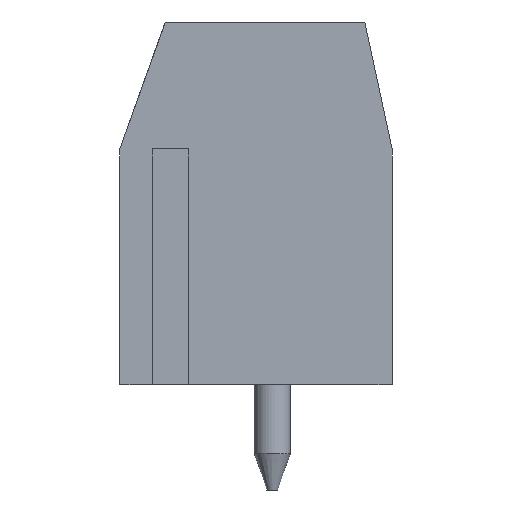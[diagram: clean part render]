
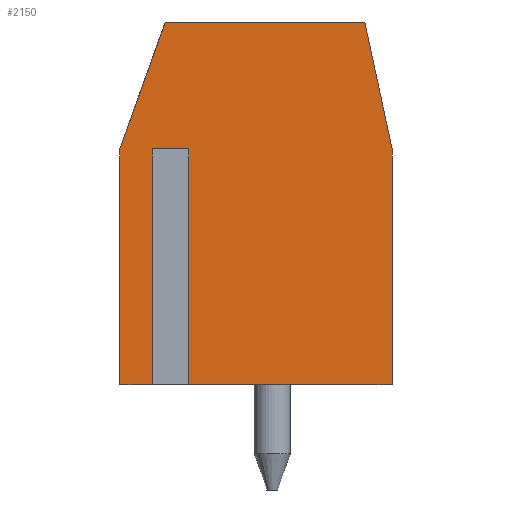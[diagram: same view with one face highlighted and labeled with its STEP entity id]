
A CAD part, left-side view. The second image highlights one B-rep face of the part: STEP entity #2150.
In plain terms, the highlighted planar face has unit normal (-1, 0, 0).
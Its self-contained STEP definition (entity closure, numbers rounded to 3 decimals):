
#301=ORIENTED_EDGE('',*,*,#879,.F.);
#302=ORIENTED_EDGE('',*,*,#880,.F.);
#303=ORIENTED_EDGE('',*,*,#881,.T.);
#304=ORIENTED_EDGE('',*,*,#779,.T.);
#305=ORIENTED_EDGE('',*,*,#835,.T.);
#306=ORIENTED_EDGE('',*,*,#882,.T.);
#307=ORIENTED_EDGE('',*,*,#796,.T.);
#308=ORIENTED_EDGE('',*,*,#820,.T.);
#309=ORIENTED_EDGE('',*,*,#878,.T.);
#310=ORIENTED_EDGE('',*,*,#783,.T.);
#779=EDGE_CURVE('',#1083,#1082,#1285,.T.);
#783=EDGE_CURVE('',#1087,#1086,#1289,.T.);
#796=EDGE_CURVE('',#1098,#1097,#1301,.T.);
#820=EDGE_CURVE('',#1097,#1116,#1318,.F.);
#835=EDGE_CURVE('',#1082,#1127,#1333,.T.);
#878=EDGE_CURVE('',#1116,#1087,#1368,.T.);
#879=EDGE_CURVE('',#1156,#1086,#1369,.T.);
#880=EDGE_CURVE('',#1157,#1156,#1370,.T.);
#881=EDGE_CURVE('',#1157,#1083,#1371,.T.);
#882=EDGE_CURVE('',#1127,#1098,#1372,.F.);
#1082=VERTEX_POINT('',#3320);
#1083=VERTEX_POINT('',#3322);
#1086=VERTEX_POINT('',#3328);
#1087=VERTEX_POINT('',#3330);
#1097=VERTEX_POINT('',#3354);
#1098=VERTEX_POINT('',#3356);
#1116=VERTEX_POINT('',#3399);
#1127=VERTEX_POINT('',#3426);
#1156=VERTEX_POINT('',#3511);
#1157=VERTEX_POINT('',#3513);
#1285=LINE('',#3321,#1517);
#1289=LINE('',#3329,#1521);
#1301=LINE('',#3355,#1533);
#1318=LINE('',#3400,#1550);
#1333=LINE('',#3427,#1565);
#1368=LINE('',#3508,#1600);
#1369=LINE('',#3510,#1601);
#1370=LINE('',#3512,#1602);
#1371=LINE('',#3514,#1603);
#1372=LINE('',#3515,#1604);
#1517=VECTOR('',#2684,1000.);
#1521=VECTOR('',#2688,1000.);
#1533=VECTOR('',#2706,1000.);
#1550=VECTOR('',#2741,1000.);
#1565=VECTOR('',#2758,1000.);
#1600=VECTOR('',#2829,1000.);
#1601=VECTOR('',#2832,1000.);
#1602=VECTOR('',#2833,1000.);
#1603=VECTOR('',#2834,1000.);
#1604=VECTOR('',#2835,1000.);
#1760=EDGE_LOOP('',(#301,#302,#303,#304,#305,#306,#307,#308,#309,#310));
#1914=FACE_BOUND('',#1760,.T.);
#2061=PLANE('',#2502);
#2150=ADVANCED_FACE('',(#1914),#2061,.T.);
#2502=AXIS2_PLACEMENT_3D('',#3509,#2830,#2831);
#2684=DIRECTION('',(0.,-1.,0.));
#2688=DIRECTION('',(0.,-1.,0.));
#2706=DIRECTION('',(0.,1.,0.));
#2741=DIRECTION('',(0.,-0.336,0.942));
#2758=DIRECTION('',(0.,0.,1.));
#2829=DIRECTION('',(0.,0.,-1.));
#2830=DIRECTION('',(-1.,0.,0.));
#2831=DIRECTION('',(0.,0.,1.));
#2832=DIRECTION('',(0.,0.,-1.));
#2833=DIRECTION('',(0.,1.,0.));
#2834=DIRECTION('',(0.,0.,-1.));
#2835=DIRECTION('',(0.,-0.21,-0.978));
#3320=CARTESIAN_POINT('',(-5.,-3.75,-5.));
#3321=CARTESIAN_POINT('',(-5.,3.75,-5.));
#3322=CARTESIAN_POINT('',(-5.,1.975,-5.));
#3328=CARTESIAN_POINT('',(-5.,2.725,-5.));
#3329=CARTESIAN_POINT('',(-5.,3.75,-5.));
#3330=CARTESIAN_POINT('',(-5.,3.75,-5.));
#3354=CARTESIAN_POINT('',(-5.,2.5,5.));
#3355=CARTESIAN_POINT('',(-5.,-3.75,5.));
#3356=CARTESIAN_POINT('',(-5.,-3.,5.));
#3399=CARTESIAN_POINT('',(-5.,3.75,1.5));
#3400=CARTESIAN_POINT('',(-5.,3.801,1.357));
#3426=CARTESIAN_POINT('',(-5.,-3.75,1.5));
#3427=CARTESIAN_POINT('',(-5.,-3.75,-5.));
#3508=CARTESIAN_POINT('',(-5.,3.75,5.));
#3509=CARTESIAN_POINT('',(-5.,0.,0.));
#3510=CARTESIAN_POINT('',(-5.,2.725,1.5));
#3511=CARTESIAN_POINT('',(-5.,2.725,1.5));
#3512=CARTESIAN_POINT('',(-5.,1.975,1.5));
#3513=CARTESIAN_POINT('',(-5.,1.975,1.5));
#3514=CARTESIAN_POINT('',(-5.,1.975,1.5));
#3515=CARTESIAN_POINT('',(-5.,-3.893,0.834));
